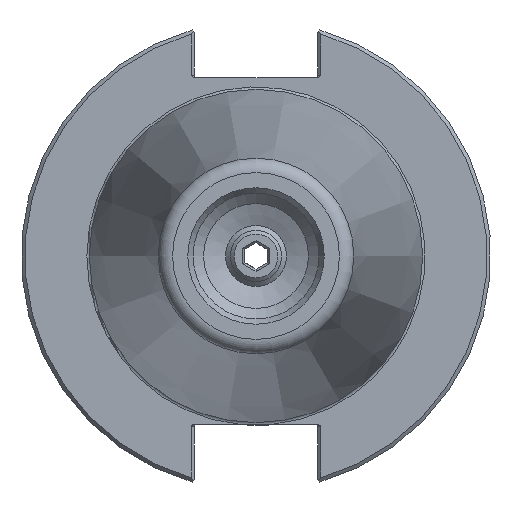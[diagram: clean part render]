
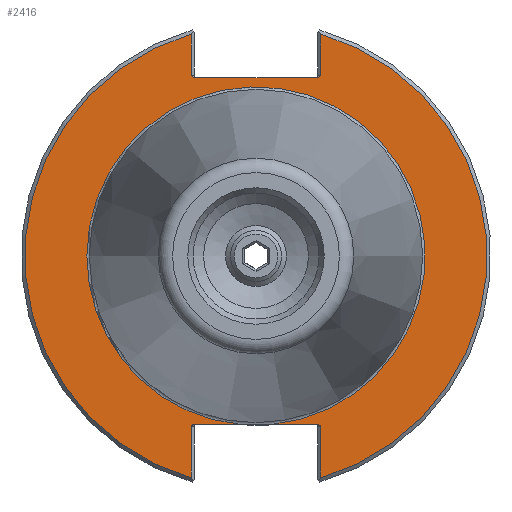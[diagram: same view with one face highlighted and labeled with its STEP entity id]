
A CAD part, left-side view. The second image highlights one B-rep face of the part: STEP entity #2416.
In plain terms, the highlighted planar face has unit normal (-1, 0, 0).
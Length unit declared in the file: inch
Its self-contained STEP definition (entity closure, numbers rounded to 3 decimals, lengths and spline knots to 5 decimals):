
#35=ELLIPSE('',#2575,0.02828,0.02);
#39=ELLIPSE('',#2584,0.02828,0.02);
#40=ELLIPSE('',#2588,0.02828,0.02);
#44=ELLIPSE('',#2597,0.02828,0.02);
#135=LINE('',#4640,#263);
#143=LINE('',#4672,#271);
#151=LINE('',#4703,#279);
#159=LINE('',#4735,#287);
#161=LINE('',#4760,#289);
#162=LINE('',#4762,#290);
#163=LINE('',#4764,#291);
#263=VECTOR('',#2954,0.33967);
#271=VECTOR('',#2980,0.42367);
#279=VECTOR('',#3004,0.42367);
#287=VECTOR('',#3030,0.33967);
#289=VECTOR('',#3042,0.36464);
#290=VECTOR('',#3045,1.00843);
#291=VECTOR('',#3048,0.36464);
#406=PLANE('',#2608);
#600=FACE_OUTER_BOUND('',#769,.T.);
#769=EDGE_LOOP('',(#1843,#1844,#1845,#1846,#1847,#1848,#1849,#1850,#1851,
#1852,#1853,#1854,#1855,#1856));
#929=CIRCLE('',#2606,1.395);
#931=CIRCLE('',#2609,1.9075);
#932=CIRCLE('',#2610,1.9075);
#1131=VERTEX_POINT('',#4625);
#1132=VERTEX_POINT('',#4627);
#1135=VERTEX_POINT('',#4639);
#1140=VERTEX_POINT('',#4657);
#1141=VERTEX_POINT('',#4659);
#1144=VERTEX_POINT('',#4671);
#1146=VERTEX_POINT('',#4679);
#1147=VERTEX_POINT('',#4680);
#1153=VERTEX_POINT('',#4699);
#1156=VERTEX_POINT('',#4713);
#1157=VERTEX_POINT('',#4715);
#1162=VERTEX_POINT('',#4731);
#1164=VERTEX_POINT('',#4743);
#1165=VERTEX_POINT('',#4744);
#1384=EDGE_CURVE('',#1131,#1132,#35,.T.);
#1389=EDGE_CURVE('',#1132,#1135,#135,.T.);
#1398=EDGE_CURVE('',#1140,#1141,#39,.T.);
#1403=EDGE_CURVE('',#1141,#1144,#143,.T.);
#1406=EDGE_CURVE('',#1146,#1147,#40,.T.);
#1417=EDGE_CURVE('',#1153,#1146,#151,.T.);
#1422=EDGE_CURVE('',#1156,#1157,#44,.T.);
#1431=EDGE_CURVE('',#1162,#1156,#159,.T.);
#1435=EDGE_CURVE('',#1164,#1165,#929,.T.);
#1437=EDGE_CURVE('',#1147,#1164,#161,.T.);
#1438=EDGE_CURVE('',#1135,#1153,#931,.T.);
#1439=EDGE_CURVE('',#1157,#1131,#162,.T.);
#1440=EDGE_CURVE('',#1144,#1162,#932,.T.);
#1441=EDGE_CURVE('',#1165,#1140,#163,.T.);
#1843=ORIENTED_EDGE('',*,*,#1435,.F.);
#1844=ORIENTED_EDGE('',*,*,#1437,.F.);
#1845=ORIENTED_EDGE('',*,*,#1406,.F.);
#1846=ORIENTED_EDGE('',*,*,#1417,.F.);
#1847=ORIENTED_EDGE('',*,*,#1438,.F.);
#1848=ORIENTED_EDGE('',*,*,#1389,.F.);
#1849=ORIENTED_EDGE('',*,*,#1384,.F.);
#1850=ORIENTED_EDGE('',*,*,#1439,.F.);
#1851=ORIENTED_EDGE('',*,*,#1422,.F.);
#1852=ORIENTED_EDGE('',*,*,#1431,.F.);
#1853=ORIENTED_EDGE('',*,*,#1440,.F.);
#1854=ORIENTED_EDGE('',*,*,#1403,.F.);
#1855=ORIENTED_EDGE('',*,*,#1398,.F.);
#1856=ORIENTED_EDGE('',*,*,#1441,.F.);
#2416=ADVANCED_FACE('',(#600),#406,.T.);
#2575=AXIS2_PLACEMENT_3D('',#4628,#2945,#2946);
#2584=AXIS2_PLACEMENT_3D('',#4660,#2971,#2972);
#2588=AXIS2_PLACEMENT_3D('',#4681,#2984,#2985);
#2597=AXIS2_PLACEMENT_3D('',#4716,#3012,#3013);
#2606=AXIS2_PLACEMENT_3D('',#4756,#3036,#3037);
#2608=AXIS2_PLACEMENT_3D('',#4759,#3040,#3041);
#2609=AXIS2_PLACEMENT_3D('',#4761,#3043,#3044);
#2610=AXIS2_PLACEMENT_3D('',#4763,#3046,#3047);
#2945=DIRECTION('center_axis',(-1.,0.,0.));
#2946=DIRECTION('ref_axis',(0.,-1.,0.));
#2954=DIRECTION('',(0.,0.,1.));
#2971=DIRECTION('center_axis',(-1.,0.,0.));
#2972=DIRECTION('ref_axis',(0.,1.,0.));
#2980=DIRECTION('',(0.,0.,-1.));
#2984=DIRECTION('center_axis',(-1.,0.,0.));
#2985=DIRECTION('ref_axis',(0.,-1.,0.));
#3004=DIRECTION('',(0.,0.,1.));
#3012=DIRECTION('center_axis',(-1.,0.,0.));
#3013=DIRECTION('ref_axis',(0.,1.,0.));
#3030=DIRECTION('',(0.,0.,-1.));
#3036=DIRECTION('center_axis',(-1.,0.,0.));
#3037=DIRECTION('ref_axis',(0.,-1.,0.));
#3040=DIRECTION('center_axis',(-1.,0.,0.));
#3041=DIRECTION('ref_axis',(0.,0.,1.));
#3042=DIRECTION('',(0.,1.,0.));
#3043=DIRECTION('center_axis',(1.,0.,0.));
#3044=DIRECTION('ref_axis',(0.,-1.,0.));
#3045=DIRECTION('',(0.,-1.,0.));
#3046=DIRECTION('center_axis',(1.,0.,0.));
#3047=DIRECTION('ref_axis',(0.,1.,0.));
#3048=DIRECTION('',(0.,1.,0.));
#4625=CARTESIAN_POINT('',(0.125,-0.50422,1.472));
#4627=CARTESIAN_POINT('',(0.125,-0.5325,1.492));
#4628=CARTESIAN_POINT('Origin',(0.125,-0.50422,1.492));
#4639=CARTESIAN_POINT('',(0.125,-0.5325,1.83167));
#4640=CARTESIAN_POINT('',(0.125,-0.5325,0.736));
#4657=CARTESIAN_POINT('',(0.125,0.50422,-1.388));
#4659=CARTESIAN_POINT('',(0.125,0.5325,-1.408));
#4660=CARTESIAN_POINT('Origin',(0.125,0.50422,-1.408));
#4671=CARTESIAN_POINT('',(0.125,0.5325,-1.83167));
#4672=CARTESIAN_POINT('',(0.125,0.5325,-0.694));
#4679=CARTESIAN_POINT('',(0.125,-0.5325,-1.408));
#4680=CARTESIAN_POINT('',(0.125,-0.50422,-1.388));
#4681=CARTESIAN_POINT('Origin',(0.125,-0.50422,-1.408));
#4699=CARTESIAN_POINT('',(0.125,-0.5325,-1.83167));
#4703=CARTESIAN_POINT('',(0.125,-0.5325,-0.694));
#4713=CARTESIAN_POINT('',(0.125,0.5325,1.492));
#4715=CARTESIAN_POINT('',(0.125,0.50422,1.472));
#4716=CARTESIAN_POINT('Origin',(0.125,0.50422,1.492));
#4731=CARTESIAN_POINT('',(0.125,0.5325,1.83167));
#4735=CARTESIAN_POINT('',(0.125,0.5325,0.736));
#4743=CARTESIAN_POINT('',(0.125,-0.13957,-1.388));
#4744=CARTESIAN_POINT('',(0.125,0.13957,-1.388));
#4756=CARTESIAN_POINT('Origin',(0.125,0.,0.));
#4759=CARTESIAN_POINT('Origin',(0.125,1.65625,0.));
#4760=CARTESIAN_POINT('',(0.125,0.82813,-1.388));
#4761=CARTESIAN_POINT('Origin',(0.125,0.,0.));
#4762=CARTESIAN_POINT('',(0.125,0.82813,1.472));
#4763=CARTESIAN_POINT('Origin',(0.125,0.,0.));
#4764=CARTESIAN_POINT('',(0.125,0.82813,-1.388));
